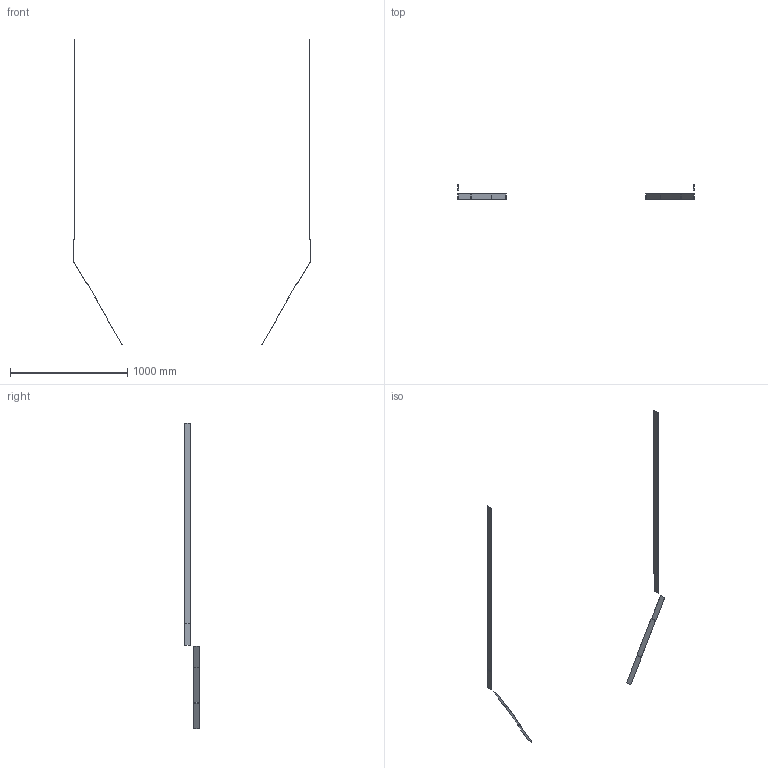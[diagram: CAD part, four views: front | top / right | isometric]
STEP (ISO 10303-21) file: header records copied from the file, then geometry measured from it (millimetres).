
FILE_DESCRIPTION (( 'STEP AP203' ), '1' );
FILE_NAME ('R104-CMARK_REV_A.step', '2025-08-17T04:50:01', ( '' ), ( '' ), 'SwSTEP 2.0', 'SolidWorks 2024', '' );
FILE_SCHEMA (( 'CONFIG_CONTROL_DESIGN' ));
Length unit declared in the file: millimetre
Products named in the file (1): R104-CMARK_REV_A
Bounding box: 2014 x 127.5 x 2601.19 mm (x, y, z)
Volume: 271235.5 mm3; surface area: 553720.3 mm2
Topology: 4 solids, 4 shells, 48 faces, 120 edges, 80 vertices
Faces by surface type: plane 48
Entity records: 1475 total; most frequent: CARTESIAN_POINT 249, ORIENTED_EDGE 240, DIRECTION 218, VECTOR 120, EDGE_CURVE 120, LINE 120, VERTEX_POINT 80, AXIS2_PLACEMENT_3D 49
